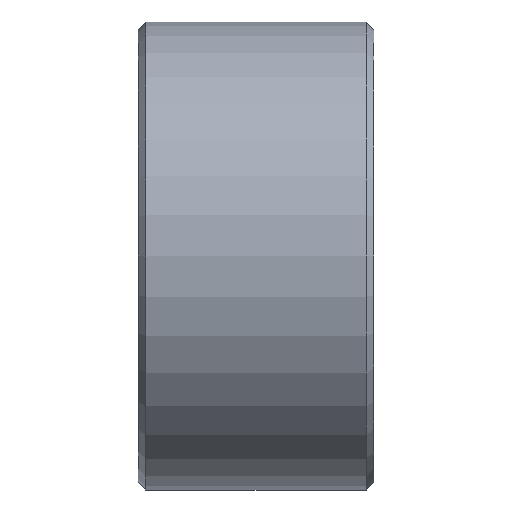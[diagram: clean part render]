
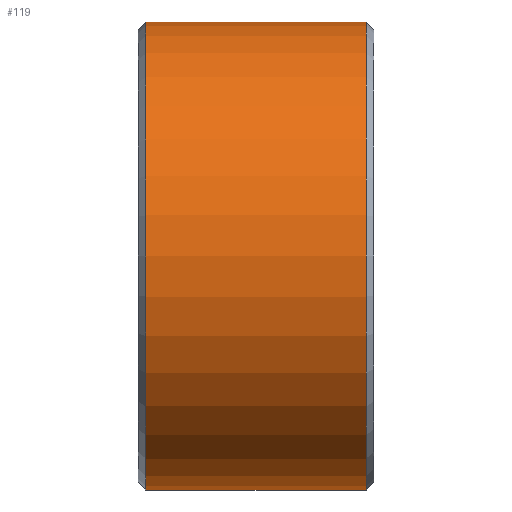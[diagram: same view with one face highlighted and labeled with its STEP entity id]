
A CAD part, left-side view. The second image highlights one B-rep face of the part: STEP entity #119.
In plain terms, the highlighted cylindrical face has radius 2.975 mm (diameter 5.95 mm), a partial arc.
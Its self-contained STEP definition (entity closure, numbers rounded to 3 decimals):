
#5 = FACE_OUTER_BOUND ( 'NONE', #128, .T. ) ;
#21 = DIRECTION ( 'NONE',  ( 0., 1., 0. ) ) ;
#25 = CARTESIAN_POINT ( 'NONE',  ( 0., 1.4, 0. ) ) ;
#32 = CARTESIAN_POINT ( 'NONE',  ( 0., 1.4, -2.975 ) ) ;
#80 = LINE ( 'NONE', #334, #264 ) ;
#93 = ORIENTED_EDGE ( 'NONE', *, *, #184, .T. ) ;
#118 = VERTEX_POINT ( 'NONE', #291 ) ;
#119 = ADVANCED_FACE ( 'NONE', ( #5 ), #242, .T. ) ;
#123 = DIRECTION ( 'NONE',  ( 0., -1., 0. ) ) ;
#128 = EDGE_LOOP ( 'NONE', ( #292, #93, #373, #370 ) ) ;
#131 = EDGE_CURVE ( 'NONE', #118, #365, #440, .T. ) ;
#181 = CARTESIAN_POINT ( 'NONE',  ( 0., 1.5, 0. ) ) ;
#183 = DIRECTION ( 'NONE',  ( 0., 0., 1. ) ) ;
#184 = EDGE_CURVE ( 'NONE', #356, #293, #192, .T. ) ;
#188 = DIRECTION ( 'NONE',  ( 0., 0., 1. ) ) ;
#192 = CIRCLE ( 'NONE', #283, 2.975 ) ;
#196 = CARTESIAN_POINT ( 'NONE',  ( 0., 1.5, 2.975 ) ) ;
#204 = AXIS2_PLACEMENT_3D ( 'NONE', #181, #256, #331 ) ;
#242 = CYLINDRICAL_SURFACE ( 'NONE', #204, 2.975 ) ;
#252 = VECTOR ( 'NONE', #439, 1000. ) ;
#256 = DIRECTION ( 'NONE',  ( 0., -1., 0. ) ) ;
#264 = VECTOR ( 'NONE', #123, 1000. ) ;
#283 = AXIS2_PLACEMENT_3D ( 'NONE', #25, #405, #188 ) ;
#287 = EDGE_CURVE ( 'NONE', #356, #365, #397, .T. ) ;
#291 = CARTESIAN_POINT ( 'NONE',  ( 0., -1.4, -2.975 ) ) ;
#292 = ORIENTED_EDGE ( 'NONE', *, *, #287, .F. ) ;
#293 = VERTEX_POINT ( 'NONE', #32 ) ;
#329 = CARTESIAN_POINT ( 'NONE',  ( 0., -1.4, 0. ) ) ;
#331 = DIRECTION ( 'NONE',  ( 0., 0., -1. ) ) ;
#333 = CARTESIAN_POINT ( 'NONE',  ( 0., 1.4, 2.975 ) ) ;
#334 = CARTESIAN_POINT ( 'NONE',  ( 0., 1.5, -2.975 ) ) ;
#356 = VERTEX_POINT ( 'NONE', #333 ) ;
#365 = VERTEX_POINT ( 'NONE', #377 ) ;
#367 = AXIS2_PLACEMENT_3D ( 'NONE', #329, #21, #183 ) ;
#370 = ORIENTED_EDGE ( 'NONE', *, *, #131, .T. ) ;
#373 = ORIENTED_EDGE ( 'NONE', *, *, #392, .T. ) ;
#377 = CARTESIAN_POINT ( 'NONE',  ( 0., -1.4, 2.975 ) ) ;
#392 = EDGE_CURVE ( 'NONE', #293, #118, #80, .T. ) ;
#397 = LINE ( 'NONE', #196, #252 ) ;
#405 = DIRECTION ( 'NONE',  ( 0., -1., 0. ) ) ;
#439 = DIRECTION ( 'NONE',  ( 0., -1., 0. ) ) ;
#440 = CIRCLE ( 'NONE', #367, 2.975 ) ;
